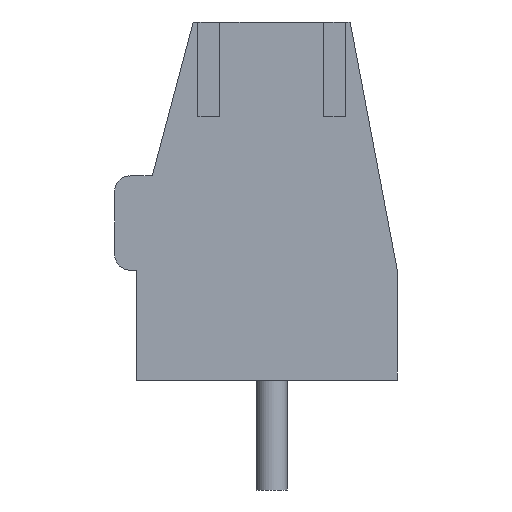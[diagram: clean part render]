
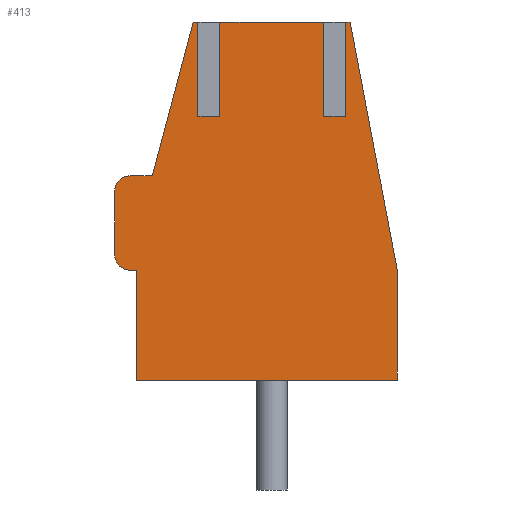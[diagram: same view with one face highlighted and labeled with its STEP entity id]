
A CAD part, front view. The second image highlights one B-rep face of the part: STEP entity #413.
In plain terms, the highlighted planar face has unit normal (0, -1, 0).
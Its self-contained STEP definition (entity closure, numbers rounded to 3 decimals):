
#13=DIRECTION('',(0.,0.,1.));
#14=DIRECTION('',(1.,0.,0.));
#68=VERTEX_POINT('',#69);
#69=CARTESIAN_POINT('',(4.,-22.5,0.));
#72=DIRECTION('',(0.,-1.,0.));
#73=ORIENTED_EDGE('',*,*,#74,.T.);
#74=EDGE_CURVE('',#68,#75,#77,.T.);
#75=VERTEX_POINT('',#76);
#76=CARTESIAN_POINT('',(4.,-22.5,3.5));
#77=LINE('',#69,#78);
#78=VECTOR('',#13,1.);
#89=DIRECTION('',(-1.,0.,0.));
#98=VECTOR('',#14,1.);
#110=VECTOR('',#89,1.);
#328=VERTEX_POINT('',#329);
#329=CARTESIAN_POINT('',(-4.3,-22.5,0.));
#330=ORIENTED_EDGE('',*,*,#331,.T.);
#331=EDGE_CURVE('',#328,#68,#332,.T.);
#332=LINE('',#329,#98);
#340=ORIENTED_EDGE('',*,*,#341,.T.);
#341=EDGE_CURVE('',#75,#342,#344,.T.);
#342=VERTEX_POINT('',#343);
#343=CARTESIAN_POINT('',(2.5,-22.5,11.4));
#344=LINE('',#76,#345);
#345=VECTOR('',#346,1.);
#346=DIRECTION('',(-0.187,0.,0.982));
#373=VECTOR('',#374,1.);
#374=DIRECTION('',(-0.256,0.,-0.967));
#392=VECTOR('',#393,1.);
#393=DIRECTION('',(0.,0.,-1.));
#413=ADVANCED_FACE('',(#414),#502,.T.);
#414=FACE_BOUND('',#415,.T.);
#415=EDGE_LOOP('',(#416,#330,#73,#340,#421,#426,#432,#438,#444,#448,#454,#460,#466,#470,#475,#480,#487,#492,#499));
#416=ORIENTED_EDGE('',*,*,#417,.T.);
#417=EDGE_CURVE('',#418,#328,#420,.T.);
#418=VERTEX_POINT('',#419);
#419=CARTESIAN_POINT('',(-4.3,-22.5,3.5));
#420=LINE('',#419,#392);
#421=ORIENTED_EDGE('',*,*,#422,.T.);
#422=EDGE_CURVE('',#342,#423,#425,.T.);
#423=VERTEX_POINT('',#424);
#424=CARTESIAN_POINT('',(2.35,-22.5,11.4));
#425=LINE('',#343,#110);
#426=ORIENTED_EDGE('',*,*,#427,.F.);
#427=EDGE_CURVE('',#428,#423,#430,.T.);
#428=VERTEX_POINT('',#429);
#429=CARTESIAN_POINT('',(2.35,-22.5,8.4));
#430=LINE('',#431,#78);
#431=CARTESIAN_POINT('',(2.35,-22.5,6.809));
#432=ORIENTED_EDGE('',*,*,#433,.T.);
#433=EDGE_CURVE('',#428,#434,#436,.T.);
#434=VERTEX_POINT('',#435);
#435=CARTESIAN_POINT('',(1.65,-22.5,8.4));
#436=LINE('',#437,#110);
#437=CARTESIAN_POINT('',(0.648,-22.5,8.4));
#438=ORIENTED_EDGE('',*,*,#439,.T.);
#439=EDGE_CURVE('',#434,#440,#442,.T.);
#440=VERTEX_POINT('',#441);
#441=CARTESIAN_POINT('',(1.65,-22.5,11.4));
#442=LINE('',#443,#78);
#443=CARTESIAN_POINT('',(1.65,-22.5,6.809));
#444=ORIENTED_EDGE('',*,*,#445,.T.);
#445=EDGE_CURVE('',#440,#446,#425,.T.);
#446=VERTEX_POINT('',#447);
#447=CARTESIAN_POINT('',(-1.65,-22.5,11.4));
#448=ORIENTED_EDGE('',*,*,#449,.F.);
#449=EDGE_CURVE('',#450,#446,#452,.T.);
#450=VERTEX_POINT('',#451);
#451=CARTESIAN_POINT('',(-1.65,-22.5,8.4));
#452=LINE('',#453,#78);
#453=CARTESIAN_POINT('',(-1.65,-22.5,6.809));
#454=ORIENTED_EDGE('',*,*,#455,.T.);
#455=EDGE_CURVE('',#450,#456,#458,.T.);
#456=VERTEX_POINT('',#457);
#457=CARTESIAN_POINT('',(-2.35,-22.5,8.4));
#458=LINE('',#459,#110);
#459=CARTESIAN_POINT('',(-1.352,-22.5,8.4));
#460=ORIENTED_EDGE('',*,*,#461,.T.);
#461=EDGE_CURVE('',#456,#462,#464,.T.);
#462=VERTEX_POINT('',#463);
#463=CARTESIAN_POINT('',(-2.35,-22.5,11.4));
#464=LINE('',#465,#78);
#465=CARTESIAN_POINT('',(-2.35,-22.5,6.809));
#466=ORIENTED_EDGE('',*,*,#467,.T.);
#467=EDGE_CURVE('',#462,#468,#425,.T.);
#468=VERTEX_POINT('',#469);
#469=CARTESIAN_POINT('',(-2.5,-22.5,11.4));
#470=ORIENTED_EDGE('',*,*,#471,.T.);
#471=EDGE_CURVE('',#468,#472,#474,.T.);
#472=VERTEX_POINT('',#473);
#473=CARTESIAN_POINT('',(-3.8,-22.5,6.5));
#474=LINE('',#469,#373);
#475=ORIENTED_EDGE('',*,*,#476,.T.);
#476=EDGE_CURVE('',#472,#477,#479,.T.);
#477=VERTEX_POINT('',#478);
#478=CARTESIAN_POINT('',(-4.5,-22.5,6.5));
#479=LINE('',#473,#110);
#480=ORIENTED_EDGE('',*,*,#481,.T.);
#481=EDGE_CURVE('',#477,#482,#484,.T.);
#482=VERTEX_POINT('',#483);
#483=CARTESIAN_POINT('',(-5.,-22.5,6.));
#484=ELLIPSE('',#485,0.5,0.5);
#485=AXIS2_PLACEMENT_3D('',#486,#72,#14);
#486=CARTESIAN_POINT('',(-4.5,-22.5,6.));
#487=ORIENTED_EDGE('',*,*,#488,.T.);
#488=EDGE_CURVE('',#482,#489,#491,.T.);
#489=VERTEX_POINT('',#490);
#490=CARTESIAN_POINT('',(-5.,-22.5,4.));
#491=LINE('',#483,#392);
#492=ORIENTED_EDGE('',*,*,#493,.T.);
#493=EDGE_CURVE('',#489,#494,#496,.T.);
#494=VERTEX_POINT('',#495);
#495=CARTESIAN_POINT('',(-4.5,-22.5,3.5));
#496=ELLIPSE('',#497,0.5,0.5);
#497=AXIS2_PLACEMENT_3D('',#498,#72,#14);
#498=CARTESIAN_POINT('',(-4.5,-22.5,4.));
#499=ORIENTED_EDGE('',*,*,#500,.T.);
#500=EDGE_CURVE('',#494,#418,#501,.T.);
#501=LINE('',#495,#98);
#502=PLANE('',#503);
#503=AXIS2_PLACEMENT_3D('',#504,#72,#393);
#504=CARTESIAN_POINT('',(-0.354,-22.5,5.217));
